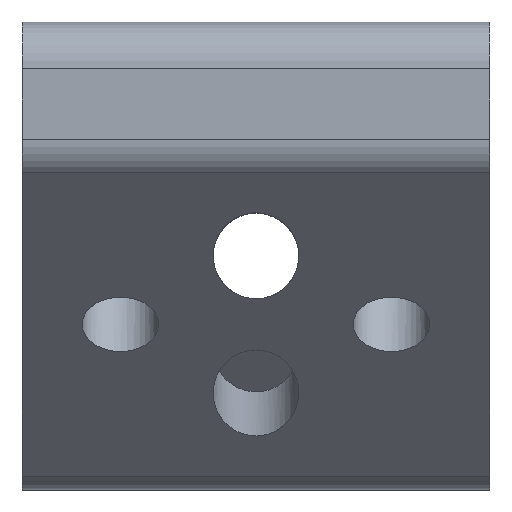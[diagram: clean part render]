
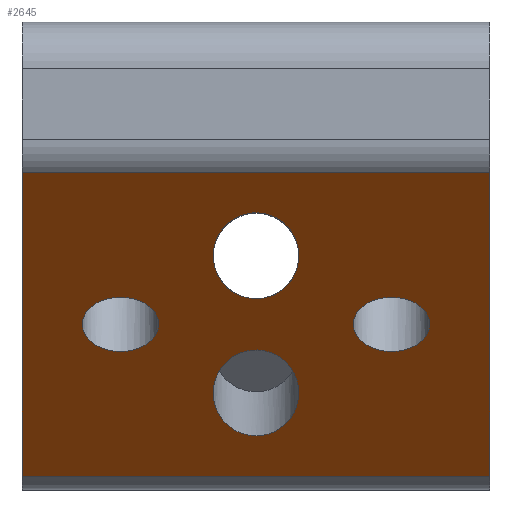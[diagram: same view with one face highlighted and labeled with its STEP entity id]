
A CAD part, top view. The second image highlights one B-rep face of the part: STEP entity #2645.
In plain terms, the highlighted planar face has unit normal (0, -0.707, 0.707).
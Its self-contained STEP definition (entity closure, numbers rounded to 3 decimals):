
#36=PLANE('',#2894);
#78=ELLIPSE('',#2763,3.889,2.75);
#79=ELLIPSE('',#2764,3.889,2.75);
#84=ELLIPSE('',#2776,3.889,2.75);
#95=FACE_BOUND('',#393,.T.);
#96=FACE_BOUND('',#394,.T.);
#97=FACE_BOUND('',#395,.T.);
#98=FACE_BOUND('',#396,.T.);
#258=FACE_OUTER_BOUND('',#392,.T.);
#392=EDGE_LOOP('',(#2177,#2178,#2179,#2180));
#393=EDGE_LOOP('',(#2181,#2182));
#394=EDGE_LOOP('',(#2183,#2184));
#395=EDGE_LOOP('',(#2185,#2186));
#396=EDGE_LOOP('',(#2187));
#525=LINE('',#4468,#763);
#611=LINE('',#4743,#849);
#612=LINE('',#4747,#850);
#613=LINE('',#4748,#851);
#763=VECTOR('',#3198,10.);
#849=VECTOR('',#3448,200.);
#850=VECTOR('',#3453,200.);
#851=VECTOR('',#3454,27.515);
#954=CIRCLE('',#2743,2.459);
#955=CIRCLE('',#2744,2.459);
#958=CIRCLE('',#2749,2.459);
#959=CIRCLE('',#2750,2.459);
#1080=VERTEX_POINT('',#3780);
#1081=VERTEX_POINT('',#3781);
#1091=VERTEX_POINT('',#3940);
#1092=VERTEX_POINT('',#3941);
#1116=VERTEX_POINT('',#4192);
#1117=VERTEX_POINT('',#4193);
#1133=VERTEX_POINT('',#4308);
#1182=VERTEX_POINT('',#4465);
#1183=VERTEX_POINT('',#4467);
#1290=VERTEX_POINT('',#4742);
#1291=VERTEX_POINT('',#4746);
#1358=EDGE_CURVE('',#1080,#1081,#954,.T.);
#1359=EDGE_CURVE('',#1081,#1080,#955,.T.);
#1371=EDGE_CURVE('',#1091,#1092,#958,.T.);
#1372=EDGE_CURVE('',#1092,#1091,#959,.T.);
#1402=EDGE_CURVE('',#1116,#1117,#78,.T.);
#1403=EDGE_CURVE('',#1117,#1116,#79,.T.);
#1426=EDGE_CURVE('',#1133,#1133,#84,.T.);
#1489=EDGE_CURVE('',#1183,#1182,#525,.T.);
#1628=EDGE_CURVE('',#1290,#1183,#611,.T.);
#1630=EDGE_CURVE('',#1291,#1182,#612,.T.);
#1631=EDGE_CURVE('',#1290,#1291,#613,.T.);
#2177=ORIENTED_EDGE('',*,*,#1489,.T.);
#2178=ORIENTED_EDGE('',*,*,#1630,.F.);
#2179=ORIENTED_EDGE('',*,*,#1631,.F.);
#2180=ORIENTED_EDGE('',*,*,#1628,.T.);
#2181=ORIENTED_EDGE('',*,*,#1358,.T.);
#2182=ORIENTED_EDGE('',*,*,#1359,.T.);
#2183=ORIENTED_EDGE('',*,*,#1371,.T.);
#2184=ORIENTED_EDGE('',*,*,#1372,.T.);
#2185=ORIENTED_EDGE('',*,*,#1402,.T.);
#2186=ORIENTED_EDGE('',*,*,#1403,.T.);
#2187=ORIENTED_EDGE('',*,*,#1426,.T.);
#2645=ADVANCED_FACE('',(#258,#95,#96,#97,#98),#36,.T.);
#2743=AXIS2_PLACEMENT_3D('',#3782,#3014,#3015);
#2744=AXIS2_PLACEMENT_3D('',#3783,#3016,#3017);
#2749=AXIS2_PLACEMENT_3D('',#3942,#3029,#3030);
#2750=AXIS2_PLACEMENT_3D('',#3943,#3031,#3032);
#2763=AXIS2_PLACEMENT_3D('',#4194,#3062,#3063);
#2764=AXIS2_PLACEMENT_3D('',#4195,#3064,#3065);
#2776=AXIS2_PLACEMENT_3D('',#4309,#3092,#3093);
#2894=AXIS2_PLACEMENT_3D('',#4745,#3451,#3452);
#3014=DIRECTION('center_axis',(0.,0.707,-0.707));
#3015=DIRECTION('ref_axis',(1.,0.,0.));
#3016=DIRECTION('center_axis',(0.,0.707,-0.707));
#3017=DIRECTION('ref_axis',(1.,0.,0.));
#3029=DIRECTION('center_axis',(0.,0.707,-0.707));
#3030=DIRECTION('ref_axis',(1.,0.,0.));
#3031=DIRECTION('center_axis',(0.,0.707,-0.707));
#3032=DIRECTION('ref_axis',(1.,0.,0.));
#3062=DIRECTION('center_axis',(0.,0.707,-0.707));
#3063=DIRECTION('ref_axis',(0.,0.707,0.707));
#3064=DIRECTION('center_axis',(0.,0.707,-0.707));
#3065=DIRECTION('ref_axis',(0.,0.707,0.707));
#3092=DIRECTION('center_axis',(0.,0.707,-0.707));
#3093=DIRECTION('ref_axis',(0.,-0.707,-0.707));
#3198=DIRECTION('',(0.,0.707,0.707));
#3448=DIRECTION('',(1.,0.,0.));
#3451=DIRECTION('center_axis',(0.,-0.707,
0.707));
#3452=DIRECTION('ref_axis',(1.,0.,0.));
#3453=DIRECTION('',(1.,0.,0.));
#3454=DIRECTION('',(0.,0.707,0.707));
#3780=CARTESIAN_POINT('',(-6.242,-4.393,4.393));
#3781=CARTESIAN_POINT('',(-11.159,-4.393,4.393));
#3782=CARTESIAN_POINT('Origin',(-8.7,-4.393,4.393));
#3783=CARTESIAN_POINT('Origin',(-8.7,-4.393,4.393));
#3940=CARTESIAN_POINT('',(11.159,-4.393,4.393));
#3941=CARTESIAN_POINT('',(6.242,-4.393,4.393));
#3942=CARTESIAN_POINT('Origin',(8.7,-4.393,4.393));
#3943=CARTESIAN_POINT('Origin',(8.7,-4.393,4.393));
#4192=CARTESIAN_POINT('',(0.,-11.537,-2.75));
#4193=CARTESIAN_POINT('',(2.75,-8.787,0.));
#4194=CARTESIAN_POINT('Origin',(0.,-8.787,
0.));
#4195=CARTESIAN_POINT('Origin',(0.,-8.787,
0.));
#4308=CARTESIAN_POINT('',(0.,2.75,11.537));
#4309=CARTESIAN_POINT('Origin',(0.,0.,
8.787));
#4465=CARTESIAN_POINT('',(15.,5.335,14.121));
#4467=CARTESIAN_POINT('',(15.,-14.121,-5.335));
#4468=CARTESIAN_POINT('',(15.,-9.257,-0.471));
#4742=CARTESIAN_POINT('',(-15.,-14.121,-5.335));
#4743=CARTESIAN_POINT('',(-15.,-14.121,-5.335));
#4745=CARTESIAN_POINT('Origin',(-15.,-14.121,-5.335));
#4746=CARTESIAN_POINT('',(-15.,5.335,14.121));
#4747=CARTESIAN_POINT('',(-15.,5.335,14.121));
#4748=CARTESIAN_POINT('',(-15.,-9.257,-0.471));
